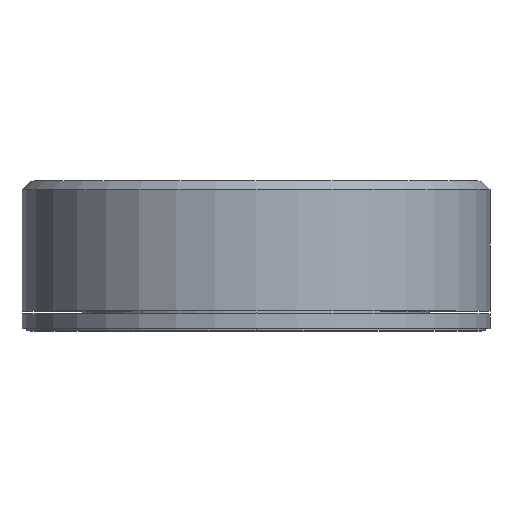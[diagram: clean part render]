
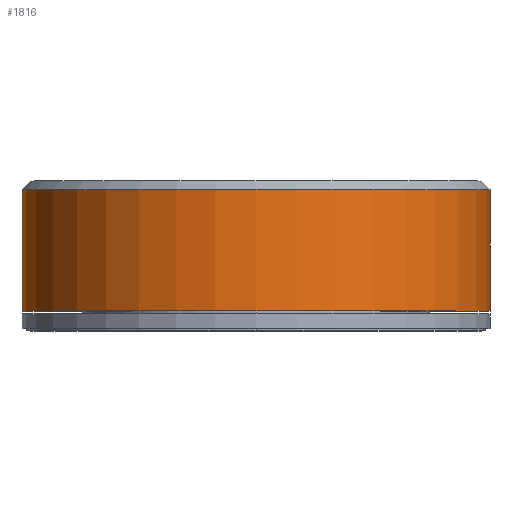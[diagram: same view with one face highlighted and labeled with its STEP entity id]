
A CAD part, top view. The second image highlights one B-rep face of the part: STEP entity #1816.
In plain terms, the highlighted cylindrical face has radius 53.4 mm (diameter 106.8 mm), a partial arc.
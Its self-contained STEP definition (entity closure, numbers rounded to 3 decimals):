
#286=DIRECTION('',(0.,1.,0.));
#287=VECTOR('',#286,27.7);
#288=CARTESIAN_POINT('',(53.4,4.5,0.));
#289=LINE('',#288,#287);
#337=CARTESIAN_POINT('',(0.,4.5,0.));
#338=DIRECTION('',(0.,1.,0.));
#339=DIRECTION('',(-1.,0.,0.));
#340=AXIS2_PLACEMENT_3D('',#337,#338,#339);
#342=DIRECTION('',(0.,1.,0.));
#343=VECTOR('',#342,27.7);
#344=CARTESIAN_POINT('',(-53.4,4.5,0.));
#345=LINE('',#344,#343);
#346=CARTESIAN_POINT('',(0.,32.2,0.));
#347=DIRECTION('',(0.,1.,0.));
#348=DIRECTION('',(-1.,0.,0.));
#349=AXIS2_PLACEMENT_3D('',#346,#347,#348);
#1083=CARTESIAN_POINT('',(53.4,32.2,0.));
#1084=CARTESIAN_POINT('',(-53.4,32.2,0.));
#1085=VERTEX_POINT('',#1083);
#1086=VERTEX_POINT('',#1084);
#1379=CARTESIAN_POINT('',(53.4,4.5,0.));
#1380=CARTESIAN_POINT('',(-53.4,4.5,0.));
#1381=VERTEX_POINT('',#1379);
#1382=VERTEX_POINT('',#1380);
#1804=CARTESIAN_POINT('',(0.,0.,0.));
#1805=DIRECTION('',(0.,1.,0.));
#1806=DIRECTION('',(1.,0.,0.));
#1807=AXIS2_PLACEMENT_3D('',#1804,#1805,#1806);
#1808=CYLINDRICAL_SURFACE('',#1807,53.4);
#1809=ORIENTED_EDGE('',*,*,#1783,.F.);
#1810=ORIENTED_EDGE('',*,*,#1727,.T.);
#1812=ORIENTED_EDGE('',*,*,#1811,.T.);
#1813=ORIENTED_EDGE('',*,*,#1723,.F.);
#1814=EDGE_LOOP('',(#1809,#1810,#1812,#1813));
#1815=FACE_OUTER_BOUND('',#1814,.F.);
#341=CIRCLE('',#340,53.4);
#350=CIRCLE('',#349,53.4);
#1723=EDGE_CURVE('',#1381,#1085,#289,.T.);
#1727=EDGE_CURVE('',#1382,#1086,#345,.T.);
#1783=EDGE_CURVE('',#1382,#1381,#341,.T.);
#1811=EDGE_CURVE('',#1086,#1085,#350,.T.);
#1816=ADVANCED_FACE('',(#1815),#1808,.T.);
